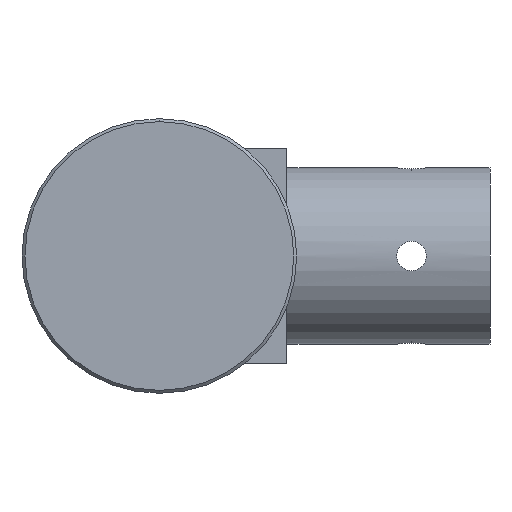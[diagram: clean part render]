
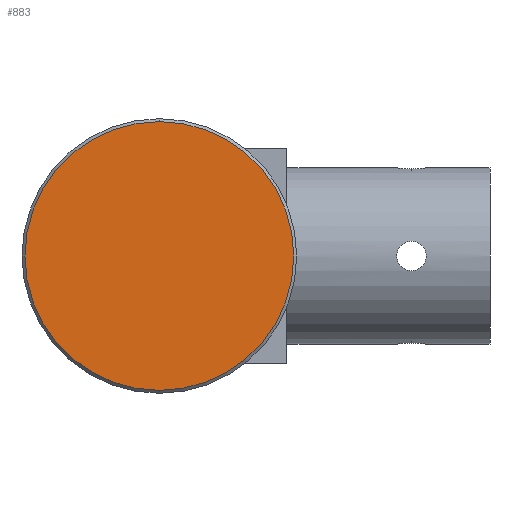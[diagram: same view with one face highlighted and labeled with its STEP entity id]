
A CAD part, left-side view. The second image highlights one B-rep face of the part: STEP entity #883.
In plain terms, the highlighted planar face has unit normal (-1, 0, 0).
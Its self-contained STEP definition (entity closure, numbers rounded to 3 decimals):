
#174 = DIRECTION ( 'NONE',  ( 0., 0., 1. ) ) ;
#270 = AXIS2_PLACEMENT_3D ( 'NONE', #1724, #453, #1443 ) ;
#453 = DIRECTION ( 'NONE',  ( -1., 0., 0. ) ) ;
#473 = DIRECTION ( 'NONE',  ( -1., 0., 0. ) ) ;
#529 = EDGE_CURVE ( 'NONE', #1742, #1566, #947, .T. ) ;
#587 = CARTESIAN_POINT ( 'NONE',  ( 0., 0., -13.7 ) ) ;
#822 = DIRECTION ( 'NONE',  ( 1., 0., 0. ) ) ;
#883 = ADVANCED_FACE ( 'NONE', ( #1487 ), #1232, .F. ) ;
#947 = CIRCLE ( 'NONE', #270, 13.7 ) ;
#1200 = CIRCLE ( 'NONE', #1573, 13.7 ) ;
#1232 = PLANE ( 'NONE',  #1315 ) ;
#1296 = DIRECTION ( 'NONE',  ( 0., 0., -1. ) ) ;
#1311 = CARTESIAN_POINT ( 'NONE',  ( 0., 0., 0. ) ) ;
#1315 = AXIS2_PLACEMENT_3D ( 'NONE', #1510, #822, #1296 ) ;
#1410 = ORIENTED_EDGE ( 'NONE', *, *, #1614, .T. ) ;
#1443 = DIRECTION ( 'NONE',  ( 0., 0., 1. ) ) ;
#1487 = FACE_OUTER_BOUND ( 'NONE', #1702, .T. ) ;
#1510 = CARTESIAN_POINT ( 'NONE',  ( 0., 0., 0. ) ) ;
#1566 = VERTEX_POINT ( 'NONE', #587 ) ;
#1573 = AXIS2_PLACEMENT_3D ( 'NONE', #1311, #473, #174 ) ;
#1614 = EDGE_CURVE ( 'NONE', #1566, #1742, #1200, .T. ) ;
#1656 = ORIENTED_EDGE ( 'NONE', *, *, #529, .T. ) ;
#1683 = CARTESIAN_POINT ( 'NONE',  ( 0., 0., 13.7 ) ) ;
#1702 = EDGE_LOOP ( 'NONE', ( #1410, #1656 ) ) ;
#1724 = CARTESIAN_POINT ( 'NONE',  ( 0., 0., 0. ) ) ;
#1742 = VERTEX_POINT ( 'NONE', #1683 ) ;
